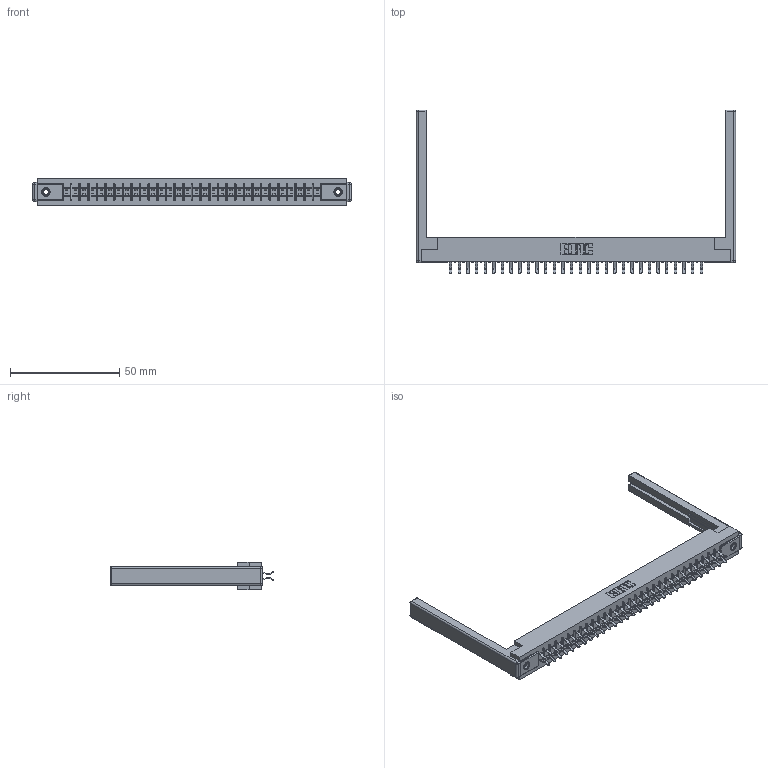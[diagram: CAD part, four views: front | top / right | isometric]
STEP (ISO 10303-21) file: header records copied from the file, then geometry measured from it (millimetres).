
FILE_DESCRIPTION (( 'STEP AP203' ), '1' );
FILE_NAME ('315-060-556-268.STEP', '2019-09-10T20:07:42', ( '' ), ( '' ), 'SwSTEP 2.0', 'SolidWorks 2016', '' );
FILE_SCHEMA (( 'CONFIG_CONTROL_DESIGN' ));
Length unit declared in the file: inch
Products named in the file (5): 305 Part_.156 Dia; 315-060-556-268; 305-290-001_556; 307-220-068; 345-250-001_345-250-001-102
Assembly tree (65 placements, depth 2):
  315-060-556-268
    305 Part_.156 Dia
    305-290-001_556  x60
    345-250-001_345-250-001-102  x2
    307-220-068  x2
Bounding box: 146.3 x 74.93 x 12.7 mm (x, y, z)
Volume: 19575.2 mm3; surface area: 23025.7 mm2
Topology: 65 solids, 65 shells, 3630 faces, 10396 edges, 6748 vertices
Faces by surface type: plane 2016, cylinder 1470, sphere 128, cone 12, torus 4
Entity records: 36924 total; most frequent: CARTESIAN_POINT 6085, ORIENTED_EDGE 6030, DIRECTION 5919, EDGE_CURVE 3015, LINE 2411, VECTOR 2411, VERTEX_POINT 1920, AXIS2_PLACEMENT_3D 1754
